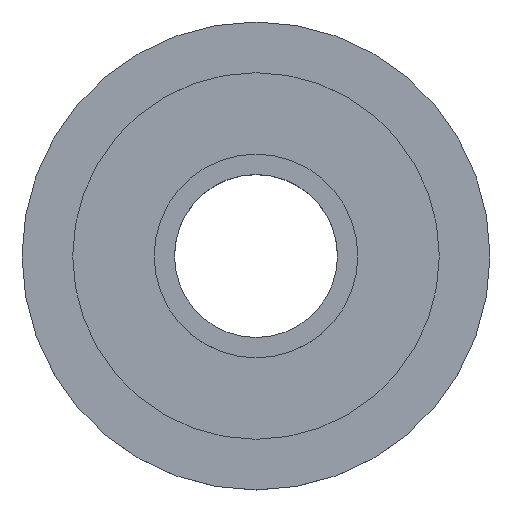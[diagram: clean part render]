
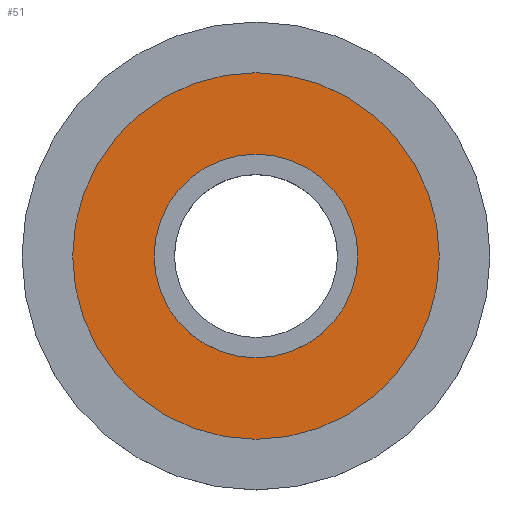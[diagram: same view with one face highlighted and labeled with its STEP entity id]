
A CAD part, top view. The second image highlights one B-rep face of the part: STEP entity #51.
In plain terms, the highlighted planar face has unit normal (0, 0, 1).
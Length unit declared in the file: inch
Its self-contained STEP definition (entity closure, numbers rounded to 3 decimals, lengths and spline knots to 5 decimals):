
#16 = DIRECTION ( 'NONE',  ( 0., 0., -1. ) ) ;
#20 = CARTESIAN_POINT ( 'NONE',  ( 0.15625, 0., 0.088 ) ) ;
#23 = CARTESIAN_POINT ( 'NONE',  ( 0., 0., 0.088 ) ) ;
#29 = FACE_OUTER_BOUND ( 'NONE', #379, .T. ) ;
#45 = AXIS2_PLACEMENT_3D ( 'NONE', #177, #78, #464 ) ;
#47 = EDGE_LOOP ( 'NONE', ( #217, #402 ) ) ;
#51 = ADVANCED_FACE ( 'NONE', ( #29, #571 ), #588, .F. ) ;
#63 = DIRECTION ( 'NONE',  ( 0., 0., -1. ) ) ;
#65 = DIRECTION ( 'NONE',  ( 0., 0., -1. ) ) ;
#70 = CARTESIAN_POINT ( 'NONE',  ( 0.28125, 0., 0.088 ) ) ;
#78 = DIRECTION ( 'NONE',  ( 0., 0., -1. ) ) ;
#109 = VERTEX_POINT ( 'NONE', #410 ) ;
#130 = AXIS2_PLACEMENT_3D ( 'NONE', #23, #65, #465 ) ;
#177 = CARTESIAN_POINT ( 'NONE',  ( 0., 0., 0.088 ) ) ;
#180 = CIRCLE ( 'NONE', #322, 0.15625 ) ;
#194 = VERTEX_POINT ( 'NONE', #335 ) ;
#205 = EDGE_CURVE ( 'NONE', #109, #194, #513, .T. ) ;
#213 = CIRCLE ( 'NONE', #130, 0.28125 ) ;
#217 = ORIENTED_EDGE ( 'NONE', *, *, #205, .T. ) ;
#226 = DIRECTION ( 'NONE',  ( -1., 0., 0. ) ) ;
#227 = AXIS2_PLACEMENT_3D ( 'NONE', #500, #16, #393 ) ;
#236 = AXIS2_PLACEMENT_3D ( 'NONE', #20, #504, #498 ) ;
#278 = VERTEX_POINT ( 'NONE', #292 ) ;
#291 = CIRCLE ( 'NONE', #45, 0.28125 ) ;
#292 = CARTESIAN_POINT ( 'NONE',  ( -0.28125, 0., 0.088 ) ) ;
#307 = CARTESIAN_POINT ( 'NONE',  ( 0., 0., 0.088 ) ) ;
#322 = AXIS2_PLACEMENT_3D ( 'NONE', #307, #63, #226 ) ;
#335 = CARTESIAN_POINT ( 'NONE',  ( 0.15625, 0., 0.088 ) ) ;
#370 = ORIENTED_EDGE ( 'NONE', *, *, #409, .F. ) ;
#379 = EDGE_LOOP ( 'NONE', ( #370, #525 ) ) ;
#393 = DIRECTION ( 'NONE',  ( -1., 0., 0. ) ) ;
#402 = ORIENTED_EDGE ( 'NONE', *, *, #603, .T. ) ;
#409 = EDGE_CURVE ( 'NONE', #278, #614, #213, .T. ) ;
#410 = CARTESIAN_POINT ( 'NONE',  ( -0.15625, 0., 0.088 ) ) ;
#458 = EDGE_CURVE ( 'NONE', #614, #278, #291, .T. ) ;
#464 = DIRECTION ( 'NONE',  ( -1., 0., 0. ) ) ;
#465 = DIRECTION ( 'NONE',  ( -1., 0., 0. ) ) ;
#498 = DIRECTION ( 'NONE',  ( -1., 0., 0. ) ) ;
#500 = CARTESIAN_POINT ( 'NONE',  ( 0., 0., 0.088 ) ) ;
#504 = DIRECTION ( 'NONE',  ( 0., 0., -1. ) ) ;
#513 = CIRCLE ( 'NONE', #227, 0.15625 ) ;
#525 = ORIENTED_EDGE ( 'NONE', *, *, #458, .F. ) ;
#571 = FACE_BOUND ( 'NONE', #47, .T. ) ;
#588 = PLANE ( 'NONE',  #236 ) ;
#603 = EDGE_CURVE ( 'NONE', #194, #109, #180, .T. ) ;
#614 = VERTEX_POINT ( 'NONE', #70 ) ;
